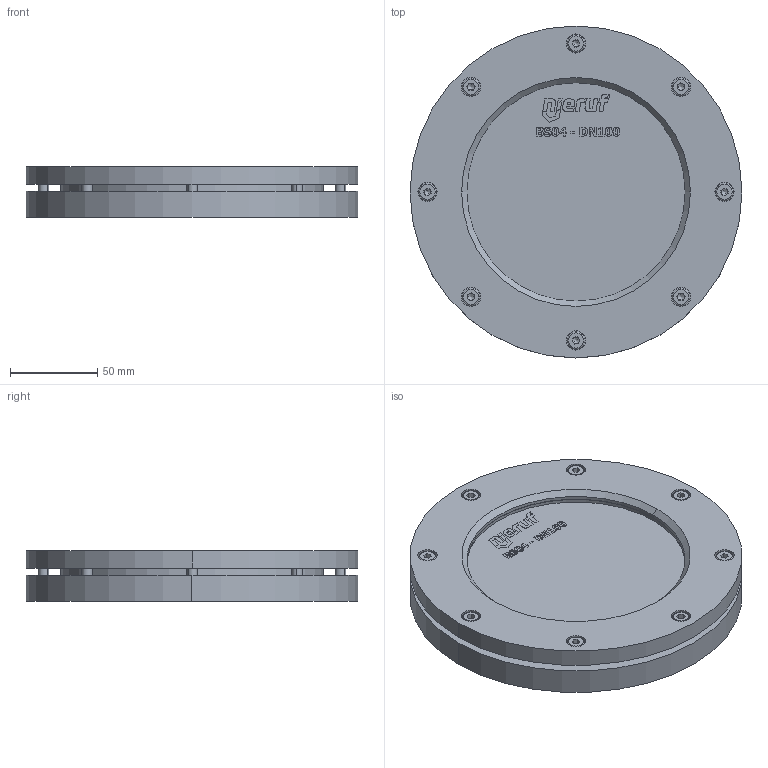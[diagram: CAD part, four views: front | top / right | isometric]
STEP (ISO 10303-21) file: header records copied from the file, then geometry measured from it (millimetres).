
FILE_DESCRIPTION (( 'STEP AP214' ), '1' );
FILE_NAME ('BS04_11_Behälter-Schauglas.STEP', '2020-07-14T13:01:12', ( '' ), ( '' ), 'SwSTEP 2.0', 'SolidWorks 2020', '' );
FILE_SCHEMA (( 'AUTOMOTIVE_DESIGN' ));
Length unit declared in the file: millimetre
Products named in the file (1): BS04_11_Behälter-Schauglas
Bounding box: 190 x 190 x 29 mm (x, y, z)
Volume: 533067.9 mm3; surface area: 162562.6 mm2
Topology: 13 solids, 13 shells, 589 faces, 1425 edges, 890 vertices
Faces by surface type: plane 289, cylinder 140, bspline 76, cone 52, torus 32
Entity records: 26740 total; most frequent: CARTESIAN_POINT 6645, ORIENTED_EDGE 2786, DIRECTION 2681, EDGE_CURVE 1393, AXIS2_PLACEMENT_3D 926, VERTEX_POINT 890, LINE 829, VECTOR 829
